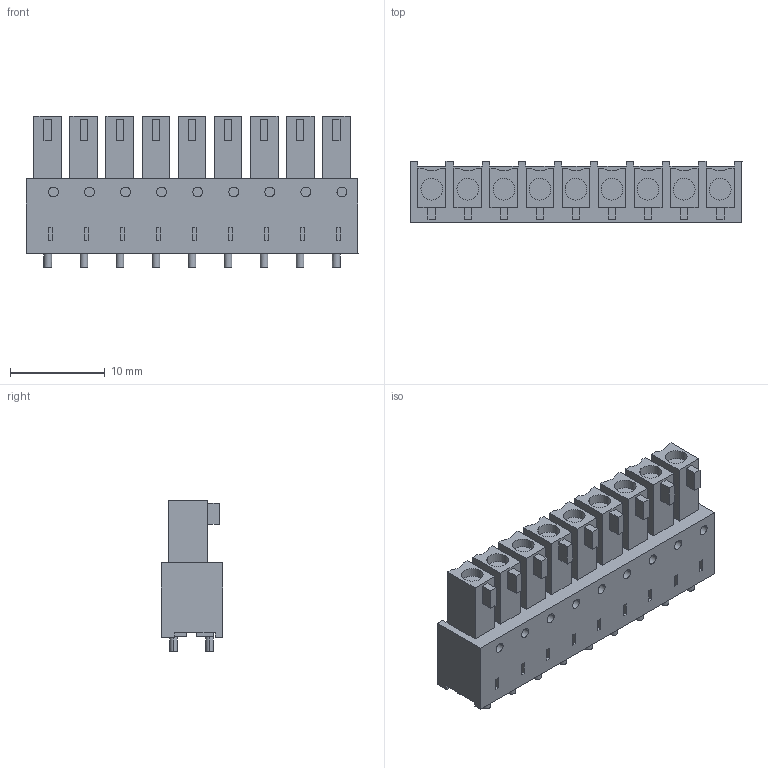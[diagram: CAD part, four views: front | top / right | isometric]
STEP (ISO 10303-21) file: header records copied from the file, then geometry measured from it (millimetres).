
FILE_DESCRIPTION(('CATIA V5 STEP Exchange','CAx-IF Rec.Pracs.--- Model Styling and Organization---1.4--- 2014-01-23'),'2;1');
FILE_NAME ('D1460930_1_1976590000_1976590000.stp','2023-04-28T10:51:34+00:00',('none'),('Weidmueller'),'CATIA Version 5-6 Release 2016 SP3 HF44','CATIA V5 STEP AP214','none');
FILE_SCHEMA(('AUTOMOTIVE_DESIGN { 1 0 10303 214 1 1 1 1 }'));
Length unit declared in the file: millimetre
Products named in the file (1): 1976590000
Bounding box: 35.08 x 6.45 x 16 mm (x, y, z)
Volume: 2227.2 mm3; surface area: 2475.8 mm2
Topology: 19 solids, 19 shells, 595 faces, 1455 edges, 943 vertices
Faces by surface type: plane 514, cylinder 81
Entity records: 16205 total; most frequent: CARTESIAN_POINT 3021, ORIENTED_EDGE 2910, DIRECTION 2042, EDGE_CURVE 1455, VECTOR 1257, LINE 1257, VERTEX_POINT 943, EDGE_LOOP 640
